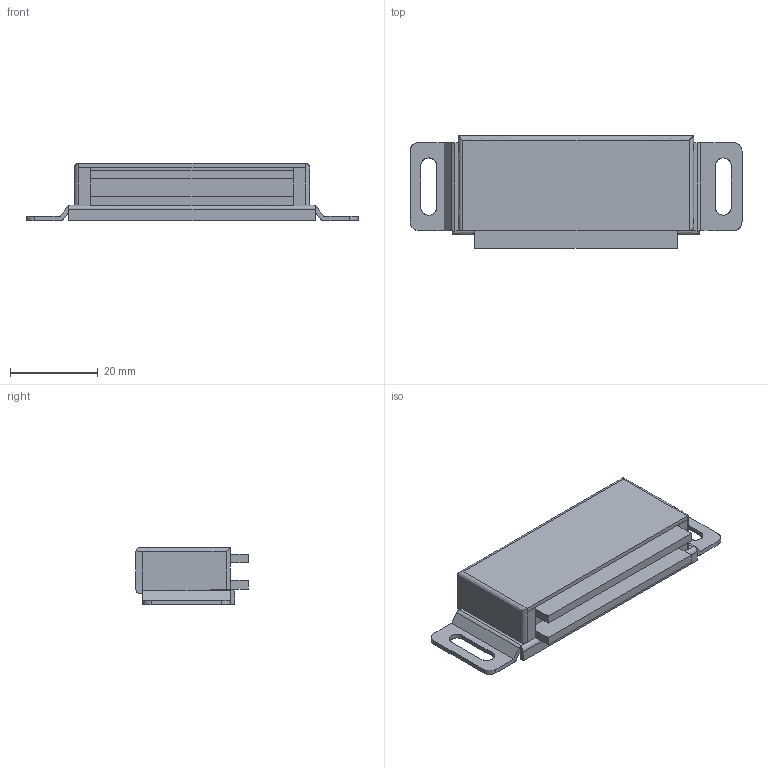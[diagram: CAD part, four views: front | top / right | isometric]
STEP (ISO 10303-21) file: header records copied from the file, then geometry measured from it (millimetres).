
FILE_DESCRIPTION((''),'2;1');
FILE_NAME('','2006-02-22T16:07:24',(''),(''),'','CADfix','');
FILE_SCHEMA(('AUTOMOTIVE_DESIGN'));
Length unit declared in the file: millimetre
Products named in the file (4): attachment; magnet; housing; TL_316_1_20650_36
Assembly tree (4 placements, depth 2):
  TL_316_1_20650_36
    attachment  x2
    magnet
    housing
Bounding box: 75.5 x 25.5 x 13 mm (x, y, z)
Volume: 9996.6 mm3; surface area: 13902.7 mm2
Topology: 4 solids, 4 shells, 91 faces, 249 edges, 162 vertices
Faces by surface type: bspline 91
Entity records: 2709 total; most frequent: CARTESIAN_POINT 1237, ORIENTED_EDGE 450, EDGE_CURVE 225, QUASI_UNIFORM_CURVE 181, VERTEX_POINT 146, EDGE_LOOP 85, FACE_OUTER_BOUND 81, ADVANCED_FACE 81
